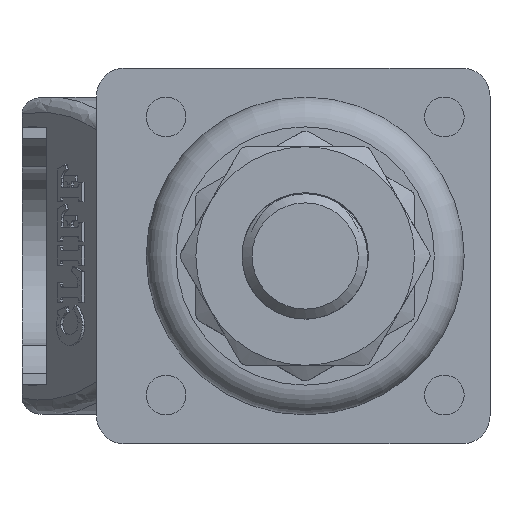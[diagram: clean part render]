
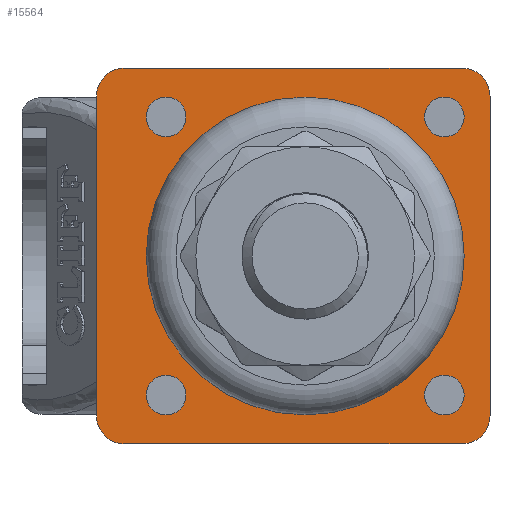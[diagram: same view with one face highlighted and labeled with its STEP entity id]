
A CAD part, front view. The second image highlights one B-rep face of the part: STEP entity #15564.
In plain terms, the highlighted planar face has unit normal (0, -1, 0).
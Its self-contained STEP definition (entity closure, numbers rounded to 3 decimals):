
#307=FACE_BOUND('',#1988,.T.);
#308=FACE_BOUND('',#1989,.T.);
#309=FACE_BOUND('',#1990,.T.);
#310=FACE_BOUND('',#1991,.T.);
#311=FACE_BOUND('',#1992,.T.);
#476=PLANE('',#16617);
#1168=FACE_OUTER_BOUND('',#1987,.T.);
#1987=EDGE_LOOP('',(#11618,#11619,#11620,#11621,#11622,#11623,#11624,#11625,
#11626,#11627));
#1988=EDGE_LOOP('',(#11628));
#1989=EDGE_LOOP('',(#11629));
#1990=EDGE_LOOP('',(#11630));
#1991=EDGE_LOOP('',(#11631));
#1992=EDGE_LOOP('',(#11632,#11633,#11634,#11635,#11636,#11637,#11638,#11639));
#2657=CIRCLE('',#16545,6.225);
#2658=CIRCLE('',#16547,6.225);
#2661=CIRCLE('',#16551,6.225);
#2662=CIRCLE('',#16553,6.225);
#2678=CIRCLE('',#16583,1.);
#2680=CIRCLE('',#16587,1.);
#2682=CIRCLE('',#16591,1.);
#2684=CIRCLE('',#16595,1.);
#2685=CIRCLE('',#16597,1.4);
#2689=CIRCLE('',#16605,1.4);
#2693=CIRCLE('',#16613,1.4);
#2696=CIRCLE('',#16618,1.4);
#3679=LINE('',#30230,#5020);
#3686=LINE('',#30275,#5027);
#3721=LINE('',#30496,#5062);
#3814=LINE('',#30933,#5155);
#3816=LINE('',#30936,#5157);
#3818=LINE('',#30939,#5159);
#3820=LINE('',#30942,#5161);
#3838=LINE('',#31028,#5179);
#3842=LINE('',#31044,#5183);
#3845=LINE('',#31059,#5186);
#5020=VECTOR('',#18414,10.);
#5027=VECTOR('',#18431,10.);
#5062=VECTOR('',#18582,10.);
#5155=VECTOR('',#18707,10.);
#5157=VECTOR('',#18711,10.);
#5159=VECTOR('',#18715,10.);
#5161=VECTOR('',#18719,10.);
#5179=VECTOR('',#18821,10.);
#5183=VECTOR('',#18841,10.);
#5186=VECTOR('',#18862,10.);
#6548=VERTEX_POINT('',#30223);
#6550=VERTEX_POINT('',#30227);
#6551=VERTEX_POINT('',#30229);
#6564=VERTEX_POINT('',#30264);
#6729=VERTEX_POINT('',#30889);
#6732=VERTEX_POINT('',#30894);
#6734=VERTEX_POINT('',#30899);
#6735=VERTEX_POINT('',#30901);
#6737=VERTEX_POINT('',#30907);
#6740=VERTEX_POINT('',#30912);
#6742=VERTEX_POINT('',#30917);
#6743=VERTEX_POINT('',#30919);
#6763=VERTEX_POINT('',#30992);
#6765=VERTEX_POINT('',#30999);
#6767=VERTEX_POINT('',#31006);
#6769=VERTEX_POINT('',#31013);
#6770=VERTEX_POINT('',#31017);
#6772=VERTEX_POINT('',#31025);
#6774=VERTEX_POINT('',#31033);
#6776=VERTEX_POINT('',#31041);
#6778=VERTEX_POINT('',#31049);
#6780=VERTEX_POINT('',#31057);
#8304=EDGE_CURVE('',#6551,#6550,#3679,.T.);
#8318=EDGE_CURVE('',#6548,#6564,#3686,.T.);
#8390=EDGE_CURVE('',#6564,#6551,#3721,.T.);
#8514=EDGE_CURVE('',#6729,#6732,#2657,.T.);
#8516=EDGE_CURVE('',#6735,#6734,#2658,.T.);
#8522=EDGE_CURVE('',#6737,#6740,#2661,.T.);
#8524=EDGE_CURVE('',#6743,#6742,#2662,.T.);
#8531=EDGE_CURVE('',#6732,#6743,#3814,.T.);
#8533=EDGE_CURVE('',#6740,#6735,#3816,.T.);
#8535=EDGE_CURVE('',#6742,#6737,#3818,.T.);
#8537=EDGE_CURVE('',#6734,#6729,#3820,.T.);
#8563=EDGE_CURVE('',#6763,#6763,#2678,.T.);
#8566=EDGE_CURVE('',#6765,#6765,#2680,.T.);
#8569=EDGE_CURVE('',#6767,#6767,#2682,.T.);
#8572=EDGE_CURVE('',#6769,#6769,#2684,.T.);
#8574=EDGE_CURVE('',#6770,#6550,#2685,.T.);
#8579=EDGE_CURVE('',#6770,#6772,#3838,.T.);
#8582=EDGE_CURVE('',#6774,#6772,#2689,.T.);
#8587=EDGE_CURVE('',#6774,#6776,#3842,.T.);
#8590=EDGE_CURVE('',#6778,#6776,#2693,.T.);
#8594=EDGE_CURVE('',#6548,#6780,#2696,.T.);
#8595=EDGE_CURVE('',#6778,#6780,#3845,.T.);
#11618=ORIENTED_EDGE('',*,*,#8594,.F.);
#11619=ORIENTED_EDGE('',*,*,#8318,.T.);
#11620=ORIENTED_EDGE('',*,*,#8390,.T.);
#11621=ORIENTED_EDGE('',*,*,#8304,.T.);
#11622=ORIENTED_EDGE('',*,*,#8574,.F.);
#11623=ORIENTED_EDGE('',*,*,#8579,.T.);
#11624=ORIENTED_EDGE('',*,*,#8582,.F.);
#11625=ORIENTED_EDGE('',*,*,#8587,.T.);
#11626=ORIENTED_EDGE('',*,*,#8590,.F.);
#11627=ORIENTED_EDGE('',*,*,#8595,.T.);
#11628=ORIENTED_EDGE('',*,*,#8572,.T.);
#11629=ORIENTED_EDGE('',*,*,#8569,.T.);
#11630=ORIENTED_EDGE('',*,*,#8566,.T.);
#11631=ORIENTED_EDGE('',*,*,#8563,.T.);
#11632=ORIENTED_EDGE('',*,*,#8514,.T.);
#11633=ORIENTED_EDGE('',*,*,#8531,.T.);
#11634=ORIENTED_EDGE('',*,*,#8524,.T.);
#11635=ORIENTED_EDGE('',*,*,#8535,.T.);
#11636=ORIENTED_EDGE('',*,*,#8522,.T.);
#11637=ORIENTED_EDGE('',*,*,#8533,.T.);
#11638=ORIENTED_EDGE('',*,*,#8516,.T.);
#11639=ORIENTED_EDGE('',*,*,#8537,.T.);
#15564=ADVANCED_FACE('',(#1168,#307,#308,#309,#310,#311),#476,.F.);
#16545=AXIS2_PLACEMENT_3D('',#30896,#18673,#18674);
#16547=AXIS2_PLACEMENT_3D('',#30902,#18678,#18679);
#16551=AXIS2_PLACEMENT_3D('',#30914,#18689,#18690);
#16553=AXIS2_PLACEMENT_3D('',#30920,#18694,#18695);
#16583=AXIS2_PLACEMENT_3D('',#30993,#18777,#18778);
#16587=AXIS2_PLACEMENT_3D('',#31000,#18786,#18787);
#16591=AXIS2_PLACEMENT_3D('',#31007,#18795,#18796);
#16595=AXIS2_PLACEMENT_3D('',#31014,#18804,#18805);
#16597=AXIS2_PLACEMENT_3D('',#31018,#18809,#18810);
#16605=AXIS2_PLACEMENT_3D('',#31034,#18829,#18830);
#16613=AXIS2_PLACEMENT_3D('',#31050,#18849,#18850);
#16617=AXIS2_PLACEMENT_3D('',#31056,#18858,#18859);
#16618=AXIS2_PLACEMENT_3D('',#31058,#18860,#18861);
#18414=DIRECTION('',(0.,0.,-1.));
#18431=DIRECTION('',(0.,0.,-1.));
#18582=DIRECTION('',(0.,0.,-1.));
#18673=DIRECTION('center_axis',(0.,1.,0.));
#18674=DIRECTION('ref_axis',(0.,0.,1.));
#18678=DIRECTION('center_axis',(0.,1.,0.));
#18679=DIRECTION('ref_axis',(0.,0.,1.));
#18689=DIRECTION('center_axis',(0.,1.,0.));
#18690=DIRECTION('ref_axis',(0.,0.,1.));
#18694=DIRECTION('center_axis',(0.,1.,0.));
#18695=DIRECTION('ref_axis',(0.,0.,1.));
#18707=DIRECTION('',(0.,0.,1.));
#18711=DIRECTION('',(0.,0.,-1.));
#18715=DIRECTION('',(1.,0.,0.));
#18719=DIRECTION('',(-1.,0.,0.));
#18777=DIRECTION('center_axis',(0.,1.,0.));
#18778=DIRECTION('ref_axis',(0.,0.,1.));
#18786=DIRECTION('center_axis',(0.,1.,0.));
#18787=DIRECTION('ref_axis',(0.,0.,1.));
#18795=DIRECTION('center_axis',(0.,1.,0.));
#18796=DIRECTION('ref_axis',(0.,0.,1.));
#18804=DIRECTION('center_axis',(0.,1.,0.));
#18805=DIRECTION('ref_axis',(0.,0.,1.));
#18809=DIRECTION('center_axis',(0.,1.,0.));
#18810=DIRECTION('ref_axis',(-0.707,0.,-0.707));
#18821=DIRECTION('',(1.,0.,0.));
#18829=DIRECTION('center_axis',(0.,1.,0.));
#18830=DIRECTION('ref_axis',(0.707,0.,-0.707));
#18841=DIRECTION('',(0.,0.,1.));
#18849=DIRECTION('center_axis',(0.,1.,0.));
#18850=DIRECTION('ref_axis',(0.707,0.,0.707));
#18858=DIRECTION('center_axis',(0.,1.,0.));
#18859=DIRECTION('ref_axis',(0.,0.,1.));
#18860=DIRECTION('center_axis',(0.,1.,0.));
#18861=DIRECTION('ref_axis',(-0.707,0.,0.707));
#18862=DIRECTION('',(-1.,0.,0.));
#30223=CARTESIAN_POINT('',(-10.5,0.,8.05));
#30227=CARTESIAN_POINT('',(-10.5,0.,-8.05));
#30229=CARTESIAN_POINT('',(-10.5,0.,-6.331));
#30230=CARTESIAN_POINT('',(-10.5,0.,9.45));
#30264=CARTESIAN_POINT('',(-10.5,0.,6.331));
#30275=CARTESIAN_POINT('',(-10.5,0.,0.));
#30496=CARTESIAN_POINT('',(-10.5,0.,0.));
#30889=CARTESIAN_POINT('',(-3.224,0.,-5.325));
#30894=CARTESIAN_POINT('',(-5.325,0.,-3.224));
#30896=CARTESIAN_POINT('Origin',(0.,0.,0.));
#30899=CARTESIAN_POINT('',(3.224,0.,-5.325));
#30901=CARTESIAN_POINT('',(5.325,0.,-3.224));
#30902=CARTESIAN_POINT('Origin',(0.,0.,0.));
#30907=CARTESIAN_POINT('',(3.224,0.,5.325));
#30912=CARTESIAN_POINT('',(5.325,0.,3.224));
#30914=CARTESIAN_POINT('Origin',(0.,0.,0.));
#30917=CARTESIAN_POINT('',(-3.224,0.,5.325));
#30919=CARTESIAN_POINT('',(-5.325,0.,3.224));
#30920=CARTESIAN_POINT('Origin',(0.,0.,0.));
#30933=CARTESIAN_POINT('',(-5.325,0.,-3.224));
#30936=CARTESIAN_POINT('',(5.325,0.,3.224));
#30939=CARTESIAN_POINT('',(-3.224,0.,5.325));
#30942=CARTESIAN_POINT('',(3.224,0.,-5.325));
#30992=CARTESIAN_POINT('',(-7.,0.,-8.));
#30993=CARTESIAN_POINT('Origin',(-7.,0.,-7.));
#30999=CARTESIAN_POINT('',(7.,0.,-8.));
#31000=CARTESIAN_POINT('Origin',(7.,0.,-7.));
#31006=CARTESIAN_POINT('',(-7.,0.,6.));
#31007=CARTESIAN_POINT('Origin',(-7.,0.,7.));
#31013=CARTESIAN_POINT('',(7.,0.,6.));
#31014=CARTESIAN_POINT('Origin',(7.,0.,7.));
#31017=CARTESIAN_POINT('',(-9.1,0.,-9.45));
#31018=CARTESIAN_POINT('Origin',(-9.1,0.,-8.05));
#31025=CARTESIAN_POINT('',(7.9,0.,-9.45));
#31028=CARTESIAN_POINT('',(-10.5,0.,-9.45));
#31033=CARTESIAN_POINT('',(9.3,0.,-8.05));
#31034=CARTESIAN_POINT('Origin',(7.9,0.,-8.05));
#31041=CARTESIAN_POINT('',(9.3,0.,8.05));
#31044=CARTESIAN_POINT('',(9.3,0.,-9.45));
#31049=CARTESIAN_POINT('',(7.9,0.,9.45));
#31050=CARTESIAN_POINT('Origin',(7.9,0.,8.05));
#31056=CARTESIAN_POINT('Origin',(-0.6,0.,0.));
#31057=CARTESIAN_POINT('',(-9.1,0.,9.45));
#31058=CARTESIAN_POINT('Origin',(-9.1,0.,8.05));
#31059=CARTESIAN_POINT('',(9.3,0.,9.45));
